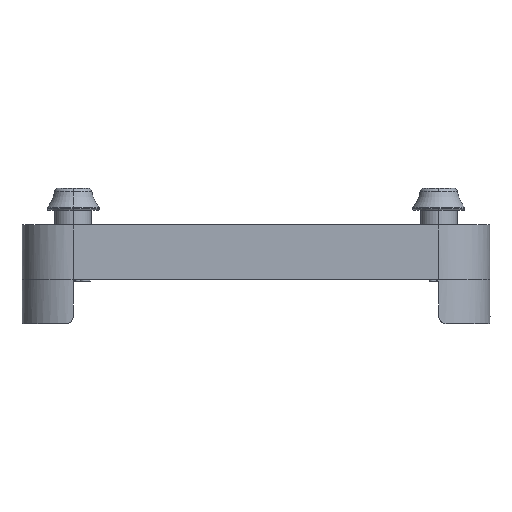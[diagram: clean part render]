
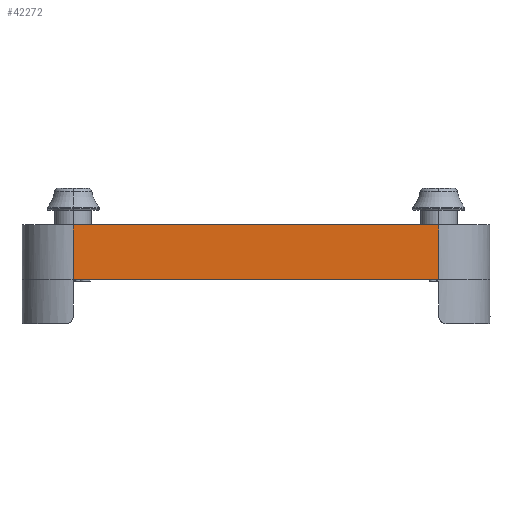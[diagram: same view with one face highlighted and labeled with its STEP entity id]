
A CAD part, left-side view. The second image highlights one B-rep face of the part: STEP entity #42272.
In plain terms, the highlighted planar face has unit normal (-1, 0, 0).
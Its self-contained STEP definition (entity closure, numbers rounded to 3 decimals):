
#1242=CARTESIAN_POINT('',(-32.0,24.963,-2.0));
#1243=VERTEX_POINT('',#1242);
#4591=CARTESIAN_POINT('',(-32.,-24.963,-2.0));
#4592=VERTEX_POINT('',#4591);
#4600=CARTESIAN_POINT('',(-32.0,24.963,-2.0));
#4601=DIRECTION('',(0.0,-1.0,0.0));
#4602=VECTOR('',#4601,49.925);
#4603=LINE('',#4600,#4602);
#4604=EDGE_CURVE('',#1243,#4592,#4603,.T.);
#41010=CARTESIAN_POINT('',(-32.,-25.0,-2.0));
#41011=VERTEX_POINT('',#41010);
#41021=CARTESIAN_POINT('',(-32.,-24.963,-2.0));
#41022=DIRECTION('',(0.0,-1.0,0.0));
#41023=VECTOR('',#41022,0.037);
#41024=LINE('',#41021,#41023);
#41025=EDGE_CURVE('',#4592,#41011,#41024,.T.);
#41288=CARTESIAN_POINT('',(-32.0,25.0,-2.0));
#41289=VERTEX_POINT('',#41288);
#41305=CARTESIAN_POINT('',(-32.0,25.0,-2.0));
#41306=DIRECTION('',(0.0,-1.0,0.0));
#41307=VECTOR('',#41306,0.037);
#41308=LINE('',#41305,#41307);
#41309=EDGE_CURVE('',#41289,#1243,#41308,.T.);
#42240=CARTESIAN_POINT('',(-32.,-25.0,-2.0));
#42241=DIRECTION('',(-1.0,0.0,0.0));
#42242=DIRECTION('',(0.0,0.0,1.0));
#42243=AXIS2_PLACEMENT_3D('',#42240,#42241,#42242);
#42244=PLANE('',#42243);
#42245=CARTESIAN_POINT('',(-32.,-25.0,5.5));
#42246=VERTEX_POINT('',#42245);
#42247=CARTESIAN_POINT('',(-32.,-25.0,-2.0));
#42248=DIRECTION('',(0.0,0.0,1.0));
#42249=VECTOR('',#42248,7.5);
#42250=LINE('',#42247,#42249);
#42251=EDGE_CURVE('',#41011,#42246,#42250,.T.);
#42252=ORIENTED_EDGE('',*,*,#42251,.T.);
#42253=CARTESIAN_POINT('',(-32.0,25.0,5.5));
#42254=VERTEX_POINT('',#42253);
#42255=CARTESIAN_POINT('',(-32.,-25.0,5.5));
#42256=DIRECTION('',(0.0,1.0,0.0));
#42257=VECTOR('',#42256,50.0);
#42258=LINE('',#42255,#42257);
#42259=EDGE_CURVE('',#42246,#42254,#42258,.T.);
#42260=ORIENTED_EDGE('',*,*,#42259,.T.);
#42261=CARTESIAN_POINT('',(-32.0,25.0,-2.0));
#42262=DIRECTION('',(0.0,0.0,1.0));
#42263=VECTOR('',#42262,7.5);
#42264=LINE('',#42261,#42263);
#42265=EDGE_CURVE('',#41289,#42254,#42264,.T.);
#42266=ORIENTED_EDGE('',*,*,#42265,.F.);
#42267=ORIENTED_EDGE('',*,*,#41309,.T.);
#42268=ORIENTED_EDGE('',*,*,#4604,.T.);
#42269=ORIENTED_EDGE('',*,*,#41025,.T.);
#42270=EDGE_LOOP('',(#42252,#42260,#42266,#42267,#42268,#42269));
#42271=FACE_OUTER_BOUND('',#42270,.T.);
#42272=ADVANCED_FACE('',(#42271),#42244,.T.);
